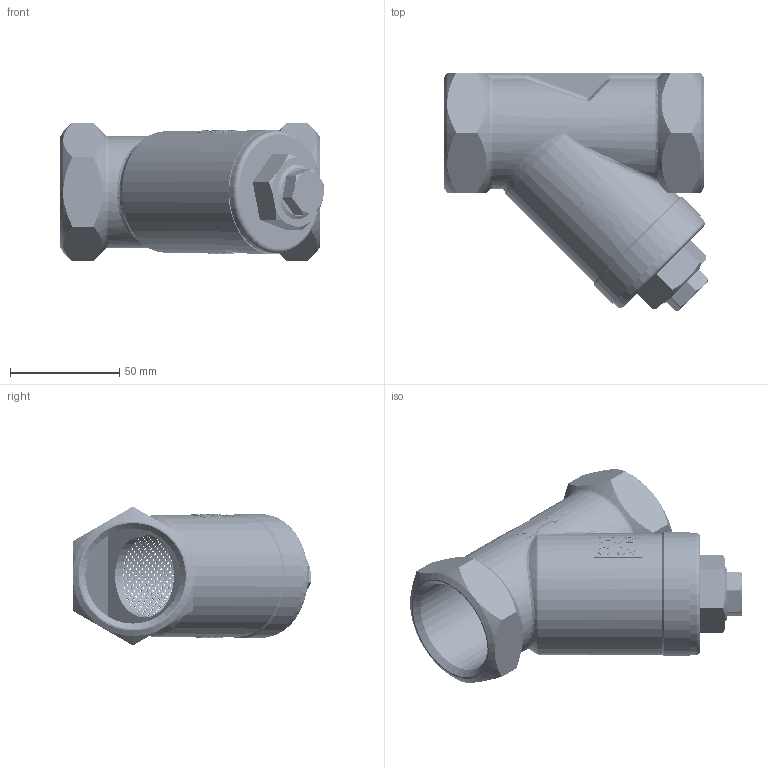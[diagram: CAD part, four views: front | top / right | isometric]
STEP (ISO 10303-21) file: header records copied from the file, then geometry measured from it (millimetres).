
FILE_DESCRIPTION (( 'STEP AP214' ), '1' );
FILE_NAME ('613 DN40.STEP', '2018-08-13T09:21:31', ( '' ), ( '' ), 'SwSTEP 2.0', 'SolidWorks 2015', '' );
FILE_SCHEMA (( 'AUTOMOTIVE_DESIGN' ));
Length unit declared in the file: millimetre
Products named in the file (7): ENG-025281___; ENG-025279___; ENG-025284___; 613 DN40; ENG-025283___; ENG-025282___; ENG-025280___
Assembly tree (6 placements, depth 2):
  613 DN40
    ENG-025284___
    ENG-025279___
    ENG-025281___
    ENG-025280___
    ENG-025282___
    ENG-025283___
Bounding box: 120.88 x 109.08 x 63.51 mm (x, y, z)
Volume: 151465.3 mm3; surface area: 83537.5 mm2
Topology: 6 solids, 6 shells, 3350 faces, 10043 edges, 6668 vertices
Faces by surface type: cylinder 3065, plane 133, bspline 84, cone 57, torus 9, sphere 2
Entity records: 163499 total; most frequent: CARTESIAN_POINT 79661, ORIENTED_EDGE 20074, DIRECTION 10407, EDGE_CURVE 10037, VERTEX_POINT 6666, B_SPLINE_CURVE_WITH_KNOTS 6386, EDGE_LOOP 6305, AXIS2_PLACEMENT_3D 3498
